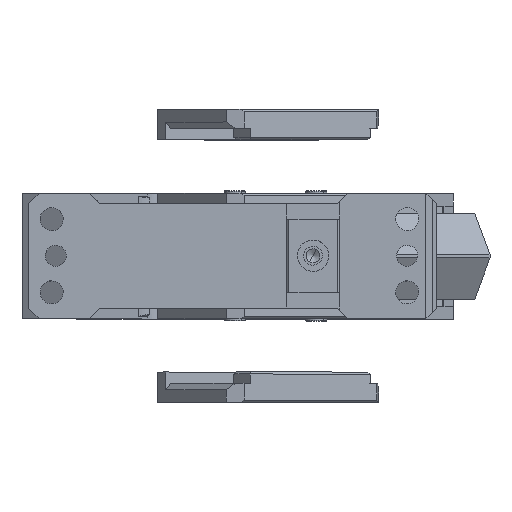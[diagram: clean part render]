
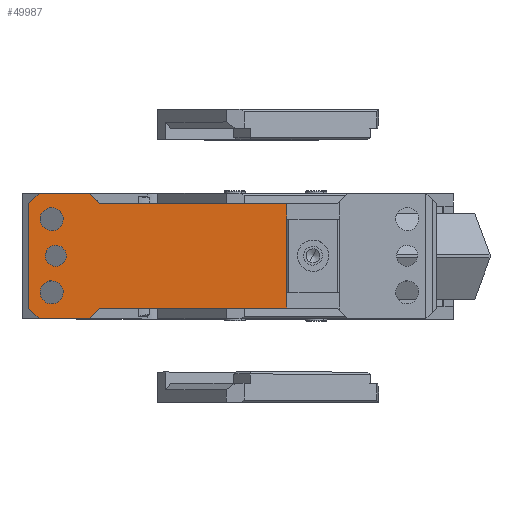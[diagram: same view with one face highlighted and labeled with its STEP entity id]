
A CAD part, top view. The second image highlights one B-rep face of the part: STEP entity #49987.
In plain terms, the highlighted planar face has unit normal (0, 0, 1).
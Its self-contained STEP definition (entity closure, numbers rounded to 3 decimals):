
#49912=AXIS2_PLACEMENT_3D('Plane Axis2P3D',#49909,#49910,#49911) ;
#49935=AXIS2_PLACEMENT_3D('Circle Axis2P3D',#49933,#49934,$) ;
#49944=AXIS2_PLACEMENT_3D('Circle Axis2P3D',#49942,#49943,$) ;
#49953=AXIS2_PLACEMENT_3D('Circle Axis2P3D',#49951,#49952,$) ;
#49962=AXIS2_PLACEMENT_3D('Circle Axis2P3D',#49960,#49961,$) ;
#49971=AXIS2_PLACEMENT_3D('Circle Axis2P3D',#49969,#49970,$) ;
#49980=AXIS2_PLACEMENT_3D('Circle Axis2P3D',#49978,#49979,$) ;
#46585=CARTESIAN_POINT('Vertex',(83.5,-25.,145.)) ;
#46588=CARTESIAN_POINT('Line Origine',(38.75,-25.,145.)) ;
#46592=CARTESIAN_POINT('Vertex',(-6.,-25.,145.)) ;
#46925=CARTESIAN_POINT('Vertex',(-6.,25.,145.)) ;
#46930=CARTESIAN_POINT('Line Origine',(38.75,25.,145.)) ;
#46934=CARTESIAN_POINT('Vertex',(83.5,25.,145.)) ;
#47309=CARTESIAN_POINT('Line Origine',(-8.5,-27.5,145.)) ;
#47313=CARTESIAN_POINT('Vertex',(-11.,-30.,145.)) ;
#47349=CARTESIAN_POINT('Line Origine',(83.5,-21.25,145.)) ;
#47353=CARTESIAN_POINT('Vertex',(83.5,-17.5,145.)) ;
#47361=CARTESIAN_POINT('Line Origine',(83.5,21.25,145.)) ;
#47365=CARTESIAN_POINT('Vertex',(83.5,17.5,145.)) ;
#47868=CARTESIAN_POINT('Vertex',(-11.,30.,145.)) ;
#47871=CARTESIAN_POINT('Line Origine',(-8.5,27.5,145.)) ;
#48227=CARTESIAN_POINT('Line Origine',(-23.,-30.,145.)) ;
#48231=CARTESIAN_POINT('Vertex',(-35.,-30.,145.)) ;
#48311=CARTESIAN_POINT('Line Origine',(-37.5,-27.5,145.)) ;
#48315=CARTESIAN_POINT('Vertex',(-40.,-25.,145.)) ;
#48349=CARTESIAN_POINT('Line Origine',(-40.,0.,145.)) ;
#48353=CARTESIAN_POINT('Vertex',(-40.,25.,145.)) ;
#48380=CARTESIAN_POINT('Line Origine',(-37.5,27.5,145.)) ;
#48384=CARTESIAN_POINT('Vertex',(-35.,30.,145.)) ;
#48404=CARTESIAN_POINT('Line Origine',(-23.,30.,145.)) ;
#49909=CARTESIAN_POINT('Axis2P3D Location',(153.,0.,145.)) ;
#49914=CARTESIAN_POINT('Line Origine',(83.5,0.,145.)) ;
#49933=CARTESIAN_POINT('Axis2P3D Location',(-29.,17.5,145.)) ;
#49937=CARTESIAN_POINT('Vertex',(-24.173,20.137,145.)) ;
#49939=CARTESIAN_POINT('Vertex',(-33.827,14.863,145.)) ;
#49942=CARTESIAN_POINT('Axis2P3D Location',(-29.,17.5,145.)) ;
#49951=CARTESIAN_POINT('Axis2P3D Location',(-29.,-17.5,145.)) ;
#49955=CARTESIAN_POINT('Vertex',(-24.173,-14.863,145.)) ;
#49957=CARTESIAN_POINT('Vertex',(-33.827,-20.137,145.)) ;
#49960=CARTESIAN_POINT('Axis2P3D Location',(-29.,-17.5,145.)) ;
#49969=CARTESIAN_POINT('Axis2P3D Location',(-27.,0.,145.)) ;
#49973=CARTESIAN_POINT('Vertex',(-22.612,2.397,145.)) ;
#49975=CARTESIAN_POINT('Vertex',(-31.388,-2.397,145.)) ;
#49978=CARTESIAN_POINT('Axis2P3D Location',(-27.,0.,145.)) ;
#46589=DIRECTION('Vector Direction',(1.,0.,0.)) ;
#46931=DIRECTION('Vector Direction',(1.,0.,0.)) ;
#47310=DIRECTION('Vector Direction',(-0.707,-0.707,0.)) ;
#47350=DIRECTION('Vector Direction',(0.,1.,0.)) ;
#47362=DIRECTION('Vector Direction',(0.,1.,0.)) ;
#47872=DIRECTION('Vector Direction',(-0.707,0.707,0.)) ;
#48228=DIRECTION('Vector Direction',(-1.,0.,0.)) ;
#48312=DIRECTION('Vector Direction',(0.707,-0.707,0.)) ;
#48350=DIRECTION('Vector Direction',(0.,1.,0.)) ;
#48381=DIRECTION('Vector Direction',(0.707,0.707,0.)) ;
#48405=DIRECTION('Vector Direction',(-1.,0.,0.)) ;
#49910=DIRECTION('Axis2P3D Direction',(0.,0.,-1.)) ;
#49911=DIRECTION('Axis2P3D XDirection',(-1.,0.,0.)) ;
#49915=DIRECTION('Vector Direction',(0.,1.,0.)) ;
#49934=DIRECTION('Axis2P3D Direction',(0.,0.,-1.)) ;
#49943=DIRECTION('Axis2P3D Direction',(0.,0.,-1.)) ;
#49952=DIRECTION('Axis2P3D Direction',(0.,0.,-1.)) ;
#49961=DIRECTION('Axis2P3D Direction',(0.,0.,-1.)) ;
#49970=DIRECTION('Axis2P3D Direction',(0.,0.,-1.)) ;
#49979=DIRECTION('Axis2P3D Direction',(0.,0.,-1.)) ;
#46590=VECTOR('Line Direction',#46589,1.) ;
#46932=VECTOR('Line Direction',#46931,1.) ;
#47311=VECTOR('Line Direction',#47310,1.) ;
#47351=VECTOR('Line Direction',#47350,1.) ;
#47363=VECTOR('Line Direction',#47362,1.) ;
#47873=VECTOR('Line Direction',#47872,1.) ;
#48229=VECTOR('Line Direction',#48228,1.) ;
#48313=VECTOR('Line Direction',#48312,1.) ;
#48351=VECTOR('Line Direction',#48350,1.) ;
#48382=VECTOR('Line Direction',#48381,1.) ;
#48406=VECTOR('Line Direction',#48405,1.) ;
#49916=VECTOR('Line Direction',#49915,1.) ;
#49920=ORIENTED_EDGE('',*,*,#47355,.T.) ;
#49921=ORIENTED_EDGE('',*,*,#49918,.T.) ;
#49922=ORIENTED_EDGE('',*,*,#47367,.T.) ;
#49923=ORIENTED_EDGE('',*,*,#46936,.T.) ;
#49924=ORIENTED_EDGE('',*,*,#47875,.T.) ;
#49925=ORIENTED_EDGE('',*,*,#48408,.T.) ;
#49926=ORIENTED_EDGE('',*,*,#48386,.F.) ;
#49927=ORIENTED_EDGE('',*,*,#48355,.T.) ;
#49928=ORIENTED_EDGE('',*,*,#48317,.T.) ;
#49929=ORIENTED_EDGE('',*,*,#48233,.F.) ;
#49930=ORIENTED_EDGE('',*,*,#47315,.F.) ;
#49931=ORIENTED_EDGE('',*,*,#46594,.F.) ;
#49948=ORIENTED_EDGE('',*,*,#49941,.T.) ;
#49949=ORIENTED_EDGE('',*,*,#49946,.T.) ;
#49966=ORIENTED_EDGE('',*,*,#49959,.T.) ;
#49967=ORIENTED_EDGE('',*,*,#49964,.T.) ;
#49984=ORIENTED_EDGE('',*,*,#49977,.T.) ;
#49985=ORIENTED_EDGE('',*,*,#49982,.T.) ;
#49950=FACE_BOUND('',#49947,.T.) ;
#49968=FACE_BOUND('',#49965,.T.) ;
#49986=FACE_BOUND('',#49983,.T.) ;
#49987=ADVANCED_FACE('CAM_BASE',(#49932,#49950,#49968,#49986),#49913,.F.) ;
#49936=CIRCLE('generated circle',#49935,5.5) ;
#49945=CIRCLE('generated circle',#49944,5.5) ;
#49954=CIRCLE('generated circle',#49953,5.5) ;
#49963=CIRCLE('generated circle',#49962,5.5) ;
#49972=CIRCLE('generated circle',#49971,5.) ;
#49981=CIRCLE('generated circle',#49980,5.) ;
#46594=EDGE_CURVE('',#46586,#46593,#46591,.F.) ;
#46936=EDGE_CURVE('',#46935,#46926,#46933,.F.) ;
#47315=EDGE_CURVE('',#46593,#47314,#47312,.T.) ;
#47355=EDGE_CURVE('',#46586,#47354,#47352,.T.) ;
#47367=EDGE_CURVE('',#47366,#46935,#47364,.T.) ;
#47875=EDGE_CURVE('',#46926,#47869,#47874,.T.) ;
#48233=EDGE_CURVE('',#47314,#48232,#48230,.T.) ;
#48317=EDGE_CURVE('',#48316,#48232,#48314,.T.) ;
#48355=EDGE_CURVE('',#48354,#48316,#48352,.F.) ;
#48386=EDGE_CURVE('',#48354,#48385,#48383,.T.) ;
#48408=EDGE_CURVE('',#47869,#48385,#48407,.T.) ;
#49918=EDGE_CURVE('',#47354,#47366,#49917,.T.) ;
#49941=EDGE_CURVE('',#49938,#49940,#49936,.T.) ;
#49946=EDGE_CURVE('',#49940,#49938,#49945,.T.) ;
#49959=EDGE_CURVE('',#49956,#49958,#49954,.T.) ;
#49964=EDGE_CURVE('',#49958,#49956,#49963,.T.) ;
#49977=EDGE_CURVE('',#49974,#49976,#49972,.T.) ;
#49982=EDGE_CURVE('',#49976,#49974,#49981,.T.) ;
#49919=EDGE_LOOP('',(#49920,#49921,#49922,#49923,#49924,#49925,#49926,#49927,#49928,#49929,#49930,#49931)) ;
#49947=EDGE_LOOP('',(#49948,#49949)) ;
#49965=EDGE_LOOP('',(#49966,#49967)) ;
#49983=EDGE_LOOP('',(#49984,#49985)) ;
#49932=FACE_OUTER_BOUND('',#49919,.T.) ;
#46591=LINE('Line',#46588,#46590) ;
#46933=LINE('Line',#46930,#46932) ;
#47312=LINE('Line',#47309,#47311) ;
#47352=LINE('Line',#47349,#47351) ;
#47364=LINE('Line',#47361,#47363) ;
#47874=LINE('Line',#47871,#47873) ;
#48230=LINE('Line',#48227,#48229) ;
#48314=LINE('Line',#48311,#48313) ;
#48352=LINE('Line',#48349,#48351) ;
#48383=LINE('Line',#48380,#48382) ;
#48407=LINE('Line',#48404,#48406) ;
#49917=LINE('Line',#49914,#49916) ;
#49913=PLANE('',#49912) ;
#46586=VERTEX_POINT('',#46585) ;
#46593=VERTEX_POINT('',#46592) ;
#46926=VERTEX_POINT('',#46925) ;
#46935=VERTEX_POINT('',#46934) ;
#47314=VERTEX_POINT('',#47313) ;
#47354=VERTEX_POINT('',#47353) ;
#47366=VERTEX_POINT('',#47365) ;
#47869=VERTEX_POINT('',#47868) ;
#48232=VERTEX_POINT('',#48231) ;
#48316=VERTEX_POINT('',#48315) ;
#48354=VERTEX_POINT('',#48353) ;
#48385=VERTEX_POINT('',#48384) ;
#49938=VERTEX_POINT('',#49937) ;
#49940=VERTEX_POINT('',#49939) ;
#49956=VERTEX_POINT('',#49955) ;
#49958=VERTEX_POINT('',#49957) ;
#49974=VERTEX_POINT('',#49973) ;
#49976=VERTEX_POINT('',#49975) ;
